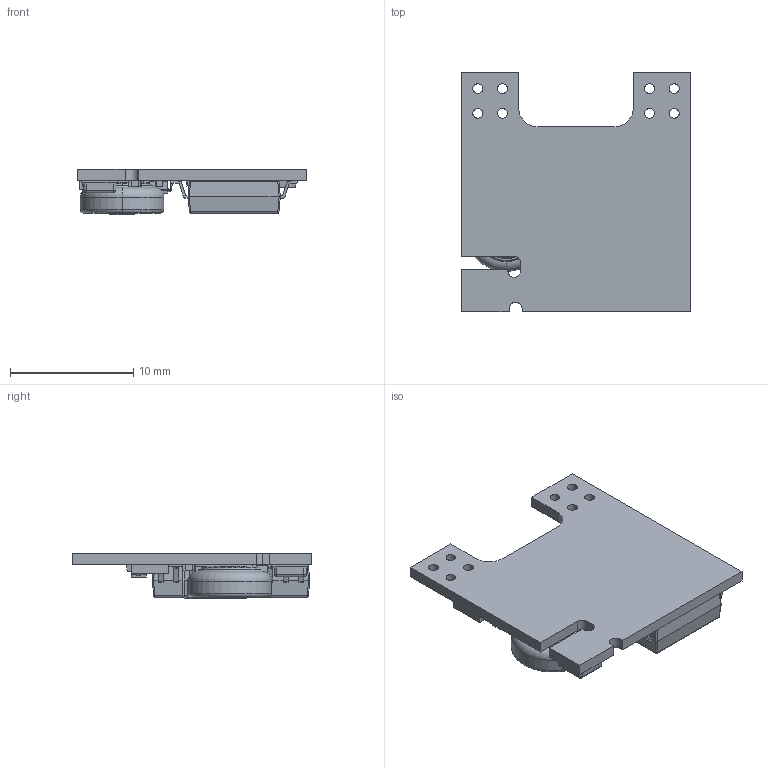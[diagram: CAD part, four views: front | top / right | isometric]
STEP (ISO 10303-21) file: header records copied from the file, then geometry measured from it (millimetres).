
FILE_DESCRIPTION(('Open CASCADE Model'),'2;1');
FILE_NAME('Open CASCADE Shape Model','2024-04-01T20:35:29',('Author'),( 'Open CASCADE'),'Open CASCADE STEP processor 7.5','Open CASCADE 7.5' ,'Unknown');
FILE_SCHEMA(('AUTOMOTIVE_DESIGN { 1 0 10303 214 1 1 1 1 }'));
Length unit declared in the file: millimetre
Products named in the file (25): PCB; Board; Open CASCADE STEP translator 7.5 1.1.1; U4; WS2812-2020; R1; 0402 resistor; C3; 0402 cap; C2; U3; DFN-8-1EP_3x2mm_P0.5mm_EP1.75x1.45mm; C4; U1; AHT20 Sensor; C1; R2; 0603 resistor; D1; SOD-323; BAT1; MS621FE-FL11E; U2; SOIC-20 Wide; C5
Assembly tree (28 placements, depth 3):
  PCB
    Board
      Open CASCADE STEP translator 7.5 1.1.1
    U4
      WS2812-2020
    R1
      0402 resistor
    C3
      0402 cap
    C2
      0402 cap
    U3
      DFN-8-1EP_3x2mm_P0.5mm_EP1.75x1.45mm
    C4
      0402 cap
    U1
      AHT20 Sensor
    C1
      0402 cap
    R2
      0603 resistor
    D1
      SOD-323
    BAT1
      MS621FE-FL11E
    U2
      SOIC-20 Wide
    C5
      0402 cap
Bounding box: 18.66 x 19.5 x 3.73 mm (x, y, z)
Volume: 645.3 mm3; surface area: 1335.7 mm2
Topology: 23 solids, 23 shells, 1021 faces, 2676 edges, 1641 vertices
Faces by surface type: plane 616, cylinder 295, sphere 100, torus 6, cone 4
Full cylindrical faces by diameter (mm): 0.4 x1, 0.8 x8
Entity records: 29546 total; most frequent: CARTESIAN_POINT 4784, ORIENTED_EDGE 4376, DIRECTION 4223, EDGE_CURVE 2188, LINE 1747, VECTOR 1747, VERTEX_POINT 1449, AXIS2_PLACEMENT_3D 1238
